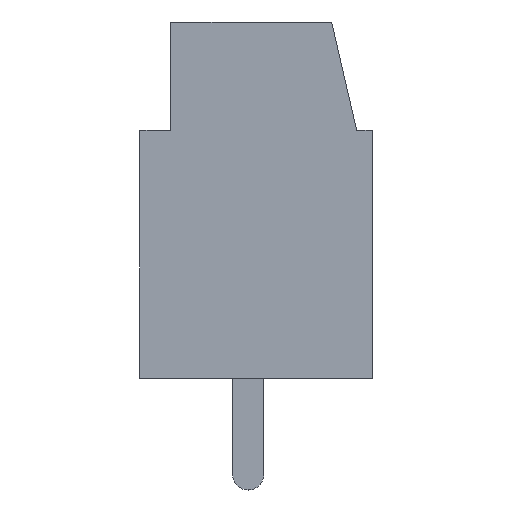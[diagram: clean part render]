
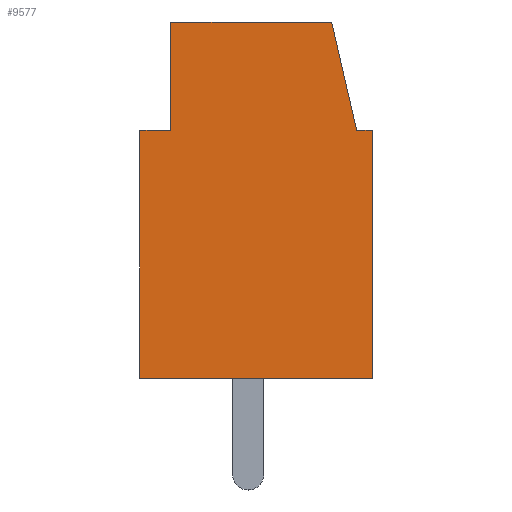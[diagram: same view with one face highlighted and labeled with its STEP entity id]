
A CAD part, left-side view. The second image highlights one B-rep face of the part: STEP entity #9577.
In plain terms, the highlighted planar face has unit normal (-1, 0, 0).
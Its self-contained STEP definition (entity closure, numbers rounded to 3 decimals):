
#148=PLANE('',#10137);
#463=LINE('',#13352,#1573);
#477=LINE('',#13381,#1587);
#481=LINE('',#13390,#1591);
#483=LINE('',#13393,#1593);
#486=LINE('',#13399,#1596);
#488=LINE('',#13404,#1598);
#491=LINE('',#13408,#1601);
#506=LINE('',#13443,#1616);
#1573=VECTOR('',#10764,1000.);
#1587=VECTOR('',#10780,1000.);
#1591=VECTOR('',#10786,1000.);
#1593=VECTOR('',#10790,1000.);
#1596=VECTOR('',#10795,1000.);
#1598=VECTOR('',#10799,1000.);
#1601=VECTOR('',#10804,1000.);
#1616=VECTOR('',#10837,1000.);
#2767=FACE_OUTER_BOUND('',#3264,.T.);
#3264=EDGE_LOOP('',(#6657,#6658,#6659,#6660,#6661,#6662,#6663,#6664));
#3904=VERTEX_POINT('',#13345);
#3907=VERTEX_POINT('',#13350);
#3909=VERTEX_POINT('',#13355);
#3921=VERTEX_POINT('',#13379);
#3922=VERTEX_POINT('',#13383);
#3925=VERTEX_POINT('',#13388);
#3927=VERTEX_POINT('',#13397);
#3929=VERTEX_POINT('',#13403);
#4798=EDGE_CURVE('',#3904,#3907,#463,.T.);
#4812=EDGE_CURVE('',#3909,#3921,#477,.T.);
#4816=EDGE_CURVE('',#3922,#3925,#481,.T.);
#4818=EDGE_CURVE('',#3909,#3925,#483,.T.);
#4821=EDGE_CURVE('',#3907,#3927,#486,.T.);
#4823=EDGE_CURVE('',#3922,#3929,#488,.T.);
#4826=EDGE_CURVE('',#3921,#3904,#491,.T.);
#4844=EDGE_CURVE('',#3927,#3929,#506,.T.);
#6657=ORIENTED_EDGE('',*,*,#4812,.T.);
#6658=ORIENTED_EDGE('',*,*,#4826,.T.);
#6659=ORIENTED_EDGE('',*,*,#4798,.T.);
#6660=ORIENTED_EDGE('',*,*,#4821,.T.);
#6661=ORIENTED_EDGE('',*,*,#4844,.T.);
#6662=ORIENTED_EDGE('',*,*,#4823,.F.);
#6663=ORIENTED_EDGE('',*,*,#4816,.T.);
#6664=ORIENTED_EDGE('',*,*,#4818,.F.);
#9577=ADVANCED_FACE('',(#2767),#148,.F.);
#10137=AXIS2_PLACEMENT_3D('',#14026,#11231,#11232);
#10764=DIRECTION('',(0.,1.,0.));
#10780=DIRECTION('',(0.,-1.,0.));
#10786=DIRECTION('',(0.,1.,0.));
#10790=DIRECTION('',(0.,0.,1.));
#10795=DIRECTION('',(0.,0.225,0.974));
#10799=DIRECTION('',(0.,0.,1.));
#10804=DIRECTION('',(0.,0.,1.));
#10837=DIRECTION('',(0.,1.,0.));
#11231=DIRECTION('center_axis',(1.,0.,0.));
#11232=DIRECTION('ref_axis',(0.,0.,
-1.));
#13345=CARTESIAN_POINT('',(0.,0.,8.));
#13350=CARTESIAN_POINT('',(0.,0.5,8.));
#13352=CARTESIAN_POINT('',(0.,4.,8.));
#13355=CARTESIAN_POINT('',(0.,7.5,0.));
#13379=CARTESIAN_POINT('',(0.,0.,0.));
#13381=CARTESIAN_POINT('',(0.,4.,0.));
#13383=CARTESIAN_POINT('',(0.,6.5,8.));
#13388=CARTESIAN_POINT('',(0.,7.5,8.));
#13390=CARTESIAN_POINT('',(0.,4.,8.));
#13393=CARTESIAN_POINT('',(0.,7.5,0.));
#13397=CARTESIAN_POINT('',(0.,1.308,11.5));
#13399=CARTESIAN_POINT('',(0.,-1.347,0.));
#13403=CARTESIAN_POINT('',(0.,6.5,11.5));
#13404=CARTESIAN_POINT('',(0.,6.5,0.));
#13408=CARTESIAN_POINT('',(0.,0.,0.));
#13443=CARTESIAN_POINT('',(0.,4.,11.5));
#14026=CARTESIAN_POINT('Origin',(0.,8.5,-5.11));
